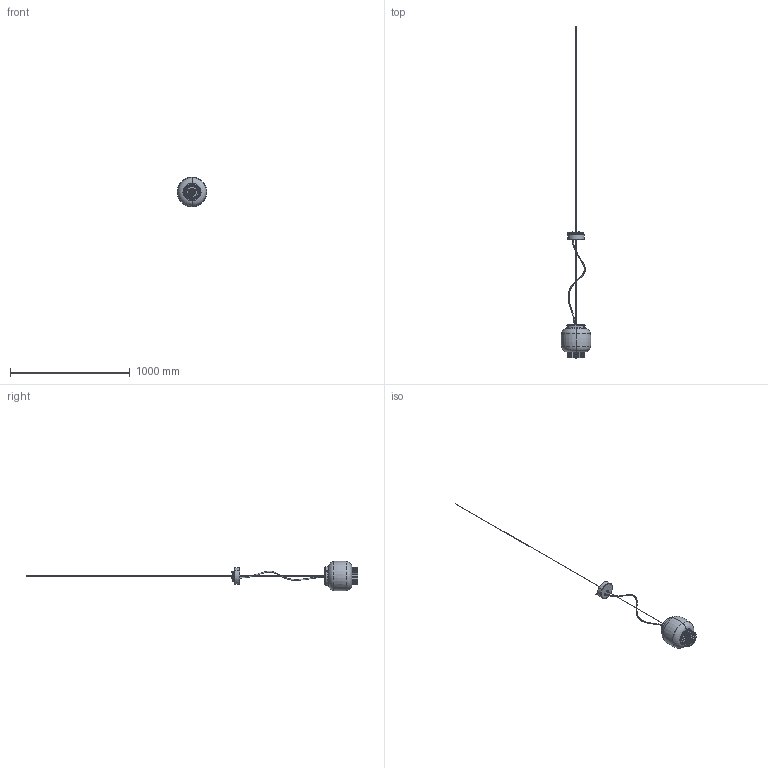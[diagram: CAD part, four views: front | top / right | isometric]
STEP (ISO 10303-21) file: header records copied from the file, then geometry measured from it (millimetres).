
FILE_DESCRIPTION (( 'STEP AP214' ), '1' );
FILE_NAME ('MANILA T PE.STEP', '2020-01-20T10:52:22', ( 'Josep Sancho' ), ( '' ), 'SwSTEP 2.0', 'SolidWorks 2013', '' );
FILE_SCHEMA (( 'AUTOMOTIVE_DESIGN' ));
Length unit declared in the file: millimetre
Products named in the file (39): 021601400102 - TORNILLO DIN7981 DIAM.3,5X25MM ZINCADO N6; 010101000000 - PORTALAMPARAS PASTILLA E-27 190º; 021618400000 - TORNILLO DIN912 M5X10 INOX; 022106500000 - TUERCA PUENTE M10-100 13X18MM; 021603800000 - TORNILLO DIN7991 M4x25 INOX; 017602700000 - CABLE ACERO INOX DIAM.1,2 X 2,5M CON TOPE 16; 054100500000 - TAPON GRAFILADO DIAM.12X10 T2; 022600700102 - ARAND PLANA DIN125A 5 HIERRO ZINCADO; 067606801219 - DIFUS TEXTIL ARENAL PIEDRA 275X670MM PLISADO; 059701300000 - VARILLA M5X23MM; 012600200005 - SUJETACABLE ELECTRICO 28,5X20X14 NYLON BLANCO; 052501300126 - ESTRUCTURA ARMAZON DIAM.118X202MM PINTADO BLANCO; 026713900000 - DISCO TAPA NIVEL DIAM.60X2MM; 026600300000 - ROSQUETA M10-100 15MM; 061602200000 - ANILLO ARMAZON DIAM.180X2MM (VARILLA); 016700100000 - TOMATIERRA ARANDELA T.10,5MM; 061602200000 - ANILLO ARMAZON DIAM.180X2MM; 061702600000 - CILINDRO CUERPO DIAM.60X80MM; 022104600102 - TUERCA LAMPARERA M10X1 2,7MM ACERO ZINCADO; 022604000101 - ARAND DENTADA DIN6789A 5 ACERO PAVONADO; 060705800000 - REPULSADO DIAM.140X29MM; 026600400000 - ROSQUETA M10-100 20MM; 012601000006 - SUJETACABLE ELECTRICO 16X15 MACHO M10 NYLON NEG; 063600900000 - SEPARADOR DIAM.8X38MM 2XM5; 011600100000 - REGLETA CONEXIÓN CAJA 3 POLOS; 017800400000 - MANGUERA TEXTIL 3X0,75 PVC+PVC (varios colores, curvada 0,75M.); FLORON GEMO T; 067606600105 - DIFUS CRISTAL DIAM.250X220MM MANILA TRANSP; 011600100000 - REGLETA CONEXIÓN CAJA 3 POLOS B; 012600500129 - SUJETACABLE CILINDRICO CROMO PARA C. DE ACERO 2XM4; 022604600101 - ARAND DENTADA DIN6789A 10 ACERO PAVONADO; MANILA T PE; 011600100000 - REGLETA CONEXIÓN CAJA 3 POLOS A; 013100400006 - PASACABLES PVC NEGRO DIAM.17X7MM T.INTERIOR 9MM; 060701100000 - REPULSADO DIAM.140X40 ESP.1MM; 026700100006 - DISCO EMBUTICIÓN DIAM.90X1MM PINT.NEGRO; 010101600006 - PORTALAMPARAS CAMISA BAQ. E-27 NEGRO LISA; 027600200000 -  TACO PLASTICO SX5; 010104300006 - PORTALAMPARAS CAPUCHON BAQ. T.LATERAL E-27 NEGRO
Assembly tree (61 placements, depth 4):
  MANILA T PE
    067606600105 - DIFUS CRISTAL DIAM.250X220MM MANILA TRANSP
    063600900000 - SEPARADOR DIAM.8X38MM 2XM5  x3
    060705800000 - REPULSADO DIAM.140X29MM
    061702600000 - CILINDRO CUERPO DIAM.60X80MM
    026713900000 - DISCO TAPA NIVEL DIAM.60X2MM
    059701300000 - VARILLA M5X23MM  x3
    022600700102 - ARAND PLANA DIN125A 5 HIERRO ZINCADO  x3
    017602700000 - CABLE ACERO INOX DIAM.1,2 X 2,5M CON TOPE 16
    021618400000 - TORNILLO DIN912 M5X10 INOX  x3
    010104300006 - PORTALAMPARAS CAPUCHON BAQ. T.LATERAL E-27 NEGRO
    010101600006 - PORTALAMPARAS CAMISA BAQ. E-27 NEGRO LISA
    FLORON GEMO T
      026700100006 - DISCO EMBUTICIÓN DIAM.90X1MM PINT.NEGRO
      011600100000 - REGLETA CONEXIÓN CAJA 3 POLOS
        011600100000 - REGLETA CONEXIÓN CAJA 3 POLOS A
        011600100000 - REGLETA CONEXIÓN CAJA 3 POLOS B
      026600400000 - ROSQUETA M10-100 20MM
      022104600102 - TUERCA LAMPARERA M10X1 2,7MM ACERO ZINCADO  x2
      016700100000 - TOMATIERRA ARANDELA T.10,5MM
      026600300000 - ROSQUETA M10-100 15MM
      012600200005 - SUJETACABLE ELECTRICO 28,5X20X14 NYLON BLANCO
      054100500000 - TAPON GRAFILADO DIAM.12X10 T2
      022106500000 - TUERCA PUENTE M10-100 13X18MM
      021601400102 - TORNILLO DIN7981 DIAM.3,5X25MM ZINCADO N6  x3
      027600200000 -  TACO PLASTICO SX5  x3
      060701100000 - REPULSADO DIAM.140X40 ESP.1MM
      013100400006 - PASACABLES PVC NEGRO DIAM.17X7MM T.INTERIOR 9MM
      022604600101 - ARAND DENTADA DIN6789A 10 ACERO PAVONADO
      012600500129 - SUJETACABLE CILINDRICO CROMO PARA C. DE ACERO 2XM4
    017800400000 - MANGUERA TEXTIL 3X0,75 PVC+PVC (varios colores, curvada 0,75M.)
    012601000006 - SUJETACABLE ELECTRICO 16X15 MACHO M10 NYLON NEG
    022104600102 - TUERCA LAMPARERA M10X1 2,7MM ACERO ZINCADO  x3
    022604600101 - ARAND DENTADA DIN6789A 10 ACERO PAVONADO  x2
    022604000101 - ARAND DENTADA DIN6789A 5 ACERO PAVONADO  x3
    052501300126 - ESTRUCTURA ARMAZON DIAM.118X202MM PINTADO BLANCO
      061602200000 - ANILLO ARMAZON DIAM.180X2MM
      061602200000 - ANILLO ARMAZON DIAM.180X2MM (VARILLA)
    067606801219 - DIFUS TEXTIL ARENAL PIEDRA 275X670MM PLISADO
    021603800000 - TORNILLO DIN7991 M4x25 INOX  x2
    026600300000 - ROSQUETA M10-100 15MM
    016700100000 - TOMATIERRA ARANDELA T.10,5MM
    010101000000 - PORTALAMPARAS PASTILLA E-27 190º
Bounding box: 247.13 x 2771.01 x 248.95 mm (x, y, z)
Volume: 1100234.4 mm3; surface area: 970826.8 mm2
Topology: 59 solids, 60 shells, 2789 faces, 7446 edges, 4784 vertices
Faces by surface type: plane 1592, cylinder 723, cone 369, torus 97, sphere 6, bspline 2
Entity records: 60187 total; most frequent: CARTESIAN_POINT 12300, DIRECTION 9717, ORIENTED_EDGE 9616, EDGE_CURVE 4808, LINE 3283, VECTOR 3283, AXIS2_PLACEMENT_3D 3217, VERTEX_POINT 3116
